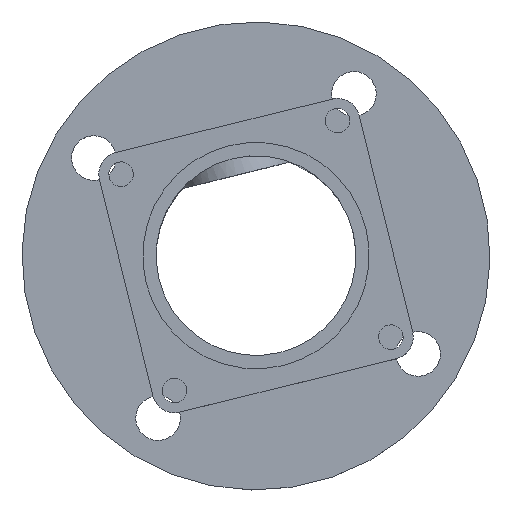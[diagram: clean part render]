
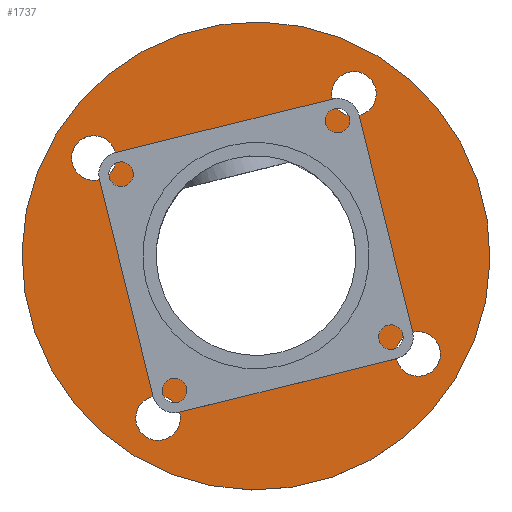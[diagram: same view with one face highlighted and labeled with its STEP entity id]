
A CAD part, top view. The second image highlights one B-rep face of the part: STEP entity #1737.
In plain terms, the highlighted face is planar.
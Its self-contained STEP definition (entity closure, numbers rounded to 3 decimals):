
#1 = VERTEX_POINT ( 'NONE', #898 ) ;
#14 = ORIENTED_EDGE ( 'NONE', *, *, #468, .T. ) ;
#18 = AXIS2_PLACEMENT_3D ( 'NONE', #164, #1484, #1748 ) ;
#21 = DIRECTION ( 'NONE',  ( 0., 1., 0. ) ) ;
#27 = CARTESIAN_POINT ( 'NONE',  ( -42.5, 3., -5. ) ) ;
#31 = VERTEX_POINT ( 'NONE', #1752 ) ;
#46 = CIRCLE ( 'NONE', #1664, 5. ) ;
#59 = ORIENTED_EDGE ( 'NONE', *, *, #1437, .F. ) ;
#116 = CARTESIAN_POINT ( 'NONE',  ( -42.5, 3., 0. ) ) ;
#134 = AXIS2_PLACEMENT_3D ( 'NONE', #642, #1650, #1659 ) ;
#147 = EDGE_LOOP ( 'NONE', ( #1284, #1544 ) ) ;
#164 = CARTESIAN_POINT ( 'NONE',  ( 0., 3., -42.5 ) ) ;
#166 = DIRECTION ( 'NONE',  ( 0., 1., 0. ) ) ;
#178 = CARTESIAN_POINT ( 'NONE',  ( 42.5, 3., 0. ) ) ;
#192 = EDGE_CURVE ( 'NONE', #847, #1, #1859, .T. ) ;
#217 = DIRECTION ( 'NONE',  ( 0., 1., 0. ) ) ;
#229 = AXIS2_PLACEMENT_3D ( 'NONE', #1674, #1370, #803 ) ;
#232 = AXIS2_PLACEMENT_3D ( 'NONE', #518, #1101, #775 ) ;
#255 = CIRCLE ( 'NONE', #229, 5. ) ;
#262 = VERTEX_POINT ( 'NONE', #889 ) ;
#300 = PLANE ( 'NONE',  #1121 ) ;
#310 = DIRECTION ( 'NONE',  ( 0., 0., 1. ) ) ;
#324 = CIRCLE ( 'NONE', #566, 25.4 ) ;
#333 = DIRECTION ( 'NONE',  ( 0., -1., 0. ) ) ;
#349 = DIRECTION ( 'NONE',  ( 0., 0., 1. ) ) ;
#378 = AXIS2_PLACEMENT_3D ( 'NONE', #1306, #217, #349 ) ;
#383 = DIRECTION ( 'NONE',  ( 1., 0., 0. ) ) ;
#385 = EDGE_CURVE ( 'NONE', #520, #773, #502, .T. ) ;
#387 = EDGE_CURVE ( 'NONE', #1016, #31, #1863, .T. ) ;
#415 = ORIENTED_EDGE ( 'NONE', *, *, #387, .F. ) ;
#422 = EDGE_LOOP ( 'NONE', ( #59, #415 ) ) ;
#425 = CARTESIAN_POINT ( 'NONE',  ( 0., 3., -37.5 ) ) ;
#458 = FACE_OUTER_BOUND ( 'NONE', #737, .T. ) ;
#464 = EDGE_CURVE ( 'NONE', #773, #520, #1088, .T. ) ;
#468 = EDGE_CURVE ( 'NONE', #262, #1165, #255, .T. ) ;
#484 = DIRECTION ( 'NONE',  ( 0., -1., 0. ) ) ;
#486 = VERTEX_POINT ( 'NONE', #1809 ) ;
#495 = ORIENTED_EDGE ( 'NONE', *, *, #1770, .T. ) ;
#502 = CIRCLE ( 'NONE', #1260, 52.5 ) ;
#518 = CARTESIAN_POINT ( 'NONE',  ( 42.5, 3., 0. ) ) ;
#520 = VERTEX_POINT ( 'NONE', #1817 ) ;
#529 = EDGE_CURVE ( 'NONE', #1165, #262, #1632, .T. ) ;
#538 = CARTESIAN_POINT ( 'NONE',  ( 42.5, 3., -5. ) ) ;
#566 = AXIS2_PLACEMENT_3D ( 'NONE', #1432, #709, #1857 ) ;
#570 = CARTESIAN_POINT ( 'NONE',  ( 0., 3., 0. ) ) ;
#571 = VERTEX_POINT ( 'NONE', #538 ) ;
#582 = ORIENTED_EDGE ( 'NONE', *, *, #385, .T. ) ;
#596 = AXIS2_PLACEMENT_3D ( 'NONE', #1322, #598, #1760 ) ;
#598 = DIRECTION ( 'NONE',  ( 0., 1., 0. ) ) ;
#606 = DIRECTION ( 'NONE',  ( -1., 0., 0. ) ) ;
#631 = DIRECTION ( 'NONE',  ( 0., 0., -1. ) ) ;
#642 = CARTESIAN_POINT ( 'NONE',  ( 0., 3., -42.5 ) ) ;
#709 = DIRECTION ( 'NONE',  ( 0., 1., 0. ) ) ;
#716 = VERTEX_POINT ( 'NONE', #1435 ) ;
#730 = DIRECTION ( 'NONE',  ( 0., 0., -1. ) ) ;
#737 = EDGE_LOOP ( 'NONE', ( #1302, #582 ) ) ;
#756 = CIRCLE ( 'NONE', #968, 5. ) ;
#762 = CARTESIAN_POINT ( 'NONE',  ( 0., 3., -52.5 ) ) ;
#773 = VERTEX_POINT ( 'NONE', #762 ) ;
#775 = DIRECTION ( 'NONE',  ( -1., 0., 0. ) ) ;
#803 = DIRECTION ( 'NONE',  ( 1., 0., 0. ) ) ;
#815 = CIRCLE ( 'NONE', #134, 5. ) ;
#836 = ORIENTED_EDGE ( 'NONE', *, *, #1403, .T. ) ;
#839 = AXIS2_PLACEMENT_3D ( 'NONE', #1082, #484, #631 ) ;
#847 = VERTEX_POINT ( 'NONE', #905 ) ;
#866 = EDGE_LOOP ( 'NONE', ( #1843, #495 ) ) ;
#889 = CARTESIAN_POINT ( 'NONE',  ( -42.5, 3., 5. ) ) ;
#898 = CARTESIAN_POINT ( 'NONE',  ( 0., 3., 47.5 ) ) ;
#905 = CARTESIAN_POINT ( 'NONE',  ( 0., 3., 37.5 ) ) ;
#906 = FACE_BOUND ( 'NONE', #147, .T. ) ;
#968 = AXIS2_PLACEMENT_3D ( 'NONE', #178, #1181, #606 ) ;
#1007 = FACE_BOUND ( 'NONE', #1587, .T. ) ;
#1016 = VERTEX_POINT ( 'NONE', #1678 ) ;
#1048 = EDGE_LOOP ( 'NONE', ( #1774, #836 ) ) ;
#1082 = CARTESIAN_POINT ( 'NONE',  ( 0., 3., 42.5 ) ) ;
#1088 = CIRCLE ( 'NONE', #378, 52.5 ) ;
#1098 = EDGE_CURVE ( 'NONE', #486, #1399, #815, .T. ) ;
#1101 = DIRECTION ( 'NONE',  ( 0., -1., 0. ) ) ;
#1121 = AXIS2_PLACEMENT_3D ( 'NONE', #1585, #21, #310 ) ;
#1134 = FACE_BOUND ( 'NONE', #866, .T. ) ;
#1165 = VERTEX_POINT ( 'NONE', #27 ) ;
#1181 = DIRECTION ( 'NONE',  ( 0., -1., 0. ) ) ;
#1243 = DIRECTION ( 'NONE',  ( 0., -1., 0. ) ) ;
#1254 = ORIENTED_EDGE ( 'NONE', *, *, #529, .T. ) ;
#1260 = AXIS2_PLACEMENT_3D ( 'NONE', #570, #166, #1876 ) ;
#1265 = CIRCLE ( 'NONE', #232, 5. ) ;
#1284 = ORIENTED_EDGE ( 'NONE', *, *, #1098, .T. ) ;
#1302 = ORIENTED_EDGE ( 'NONE', *, *, #464, .T. ) ;
#1306 = CARTESIAN_POINT ( 'NONE',  ( 0., 3., 0. ) ) ;
#1322 = CARTESIAN_POINT ( 'NONE',  ( 0., 3., 0. ) ) ;
#1370 = DIRECTION ( 'NONE',  ( 0., -1., 0. ) ) ;
#1399 = VERTEX_POINT ( 'NONE', #425 ) ;
#1403 = EDGE_CURVE ( 'NONE', #1, #847, #46, .T. ) ;
#1432 = CARTESIAN_POINT ( 'NONE',  ( 0., 3., 0. ) ) ;
#1435 = CARTESIAN_POINT ( 'NONE',  ( 42.5, 3., 5. ) ) ;
#1437 = EDGE_CURVE ( 'NONE', #31, #1016, #324, .T. ) ;
#1477 = AXIS2_PLACEMENT_3D ( 'NONE', #116, #1243, #383 ) ;
#1484 = DIRECTION ( 'NONE',  ( 0., -1., 0. ) ) ;
#1490 = EDGE_CURVE ( 'NONE', #571, #716, #1265, .T. ) ;
#1544 = ORIENTED_EDGE ( 'NONE', *, *, #1762, .T. ) ;
#1572 = CIRCLE ( 'NONE', #18, 5. ) ;
#1585 = CARTESIAN_POINT ( 'NONE',  ( 0., 3., 0. ) ) ;
#1587 = EDGE_LOOP ( 'NONE', ( #1254, #14 ) ) ;
#1632 = CIRCLE ( 'NONE', #1477, 5. ) ;
#1650 = DIRECTION ( 'NONE',  ( 0., -1., 0. ) ) ;
#1659 = DIRECTION ( 'NONE',  ( 0., 0., 1. ) ) ;
#1664 = AXIS2_PLACEMENT_3D ( 'NONE', #1714, #333, #730 ) ;
#1674 = CARTESIAN_POINT ( 'NONE',  ( -42.5, 3., 0. ) ) ;
#1678 = CARTESIAN_POINT ( 'NONE',  ( 0., 3., -25.4 ) ) ;
#1714 = CARTESIAN_POINT ( 'NONE',  ( 0., 3., 42.5 ) ) ;
#1737 = ADVANCED_FACE ( 'NONE', ( #1134, #906, #1007, #1874, #1759, #458 ), #300, .T. ) ;
#1748 = DIRECTION ( 'NONE',  ( 0., 0., 1. ) ) ;
#1752 = CARTESIAN_POINT ( 'NONE',  ( 0., 3., 25.4 ) ) ;
#1759 = FACE_BOUND ( 'NONE', #422, .T. ) ;
#1760 = DIRECTION ( 'NONE',  ( 0., 0., 1. ) ) ;
#1762 = EDGE_CURVE ( 'NONE', #1399, #486, #1572, .T. ) ;
#1770 = EDGE_CURVE ( 'NONE', #716, #571, #756, .T. ) ;
#1774 = ORIENTED_EDGE ( 'NONE', *, *, #192, .T. ) ;
#1809 = CARTESIAN_POINT ( 'NONE',  ( 0., 3., -47.5 ) ) ;
#1817 = CARTESIAN_POINT ( 'NONE',  ( 0., 3., 52.5 ) ) ;
#1843 = ORIENTED_EDGE ( 'NONE', *, *, #1490, .T. ) ;
#1857 = DIRECTION ( 'NONE',  ( 0., 0., 1. ) ) ;
#1859 = CIRCLE ( 'NONE', #839, 5. ) ;
#1863 = CIRCLE ( 'NONE', #596, 25.4 ) ;
#1874 = FACE_BOUND ( 'NONE', #1048, .T. ) ;
#1876 = DIRECTION ( 'NONE',  ( 0., 0., 1. ) ) ;
